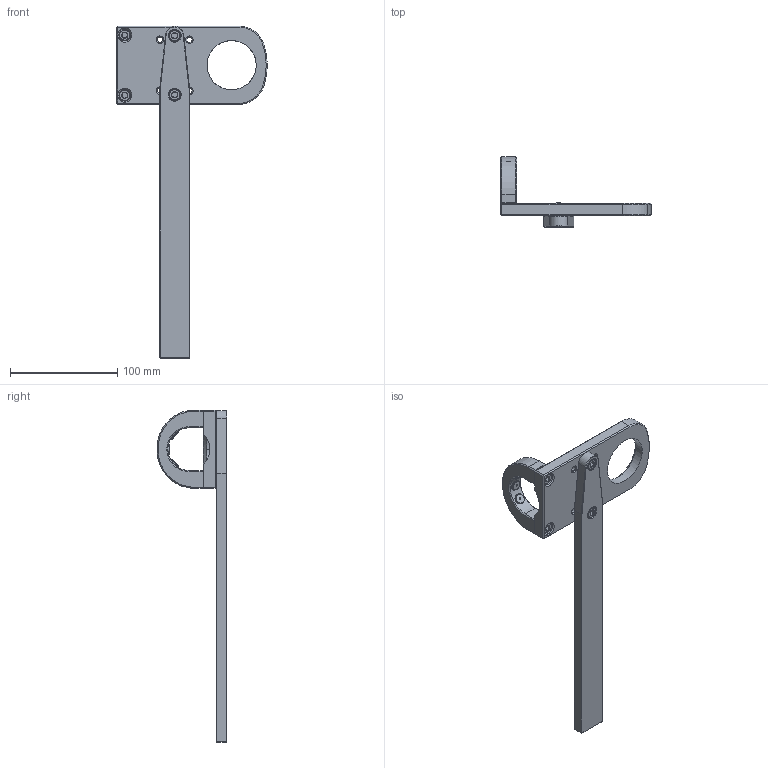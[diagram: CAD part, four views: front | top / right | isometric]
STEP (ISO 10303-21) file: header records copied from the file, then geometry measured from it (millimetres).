
FILE_DESCRIPTION((''),'2;1');
FILE_NAME('T50-3000065_ASM','2019-01-17T',('D0L91'),(''),'CREO PARAMETRIC BY PTC INC, 2016130','CREO PARAMETRIC BY PTC INC, 2016130','');
FILE_SCHEMA(('CONFIG_CONTROL_DESIGN'));
Length unit declared in the file: millimetre
Products named in the file (8): T50-1000073; T50-1000077; T50-1000067; T50-1000093; T50-1000098; T50-3000075_ASM; 542940-21; T50-3000065_ASM
Assembly tree (11 placements, depth 3):
  T50-3000065_ASM
    T50-1000073
    T50-1000077
    T50-3000075_ASM
      T50-1000067
      T50-1000093  x2
      T50-1000098
    542940-21  x4
Bounding box: 140.25 x 64.9 x 309.07 mm (x, y, z)
Volume: 188443.6 mm3; surface area: 59462.2 mm2
Topology: 10 solids, 10 shells, 562 faces, 1452 edges, 920 vertices
Faces by surface type: cylinder 324, cone 127, plane 103, bspline 8
Entity records: 14966 total; most frequent: CARTESIAN_POINT 8503, ORIENTED_EDGE 1326, DIRECTION 1276, EDGE_CURVE 663, AXIS2_PLACEMENT_3D 478, VERTEX_POINT 413, VECTOR 320, LINE 320
